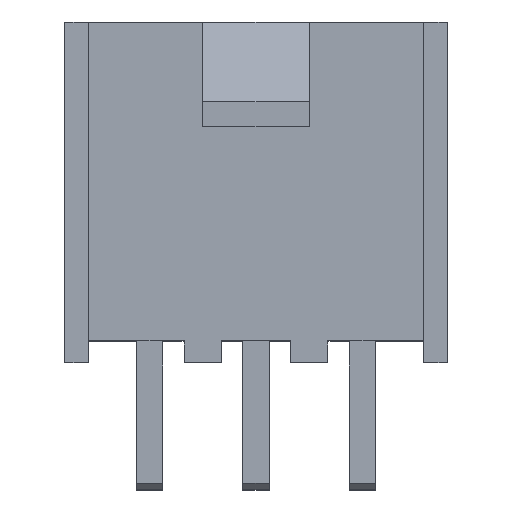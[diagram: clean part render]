
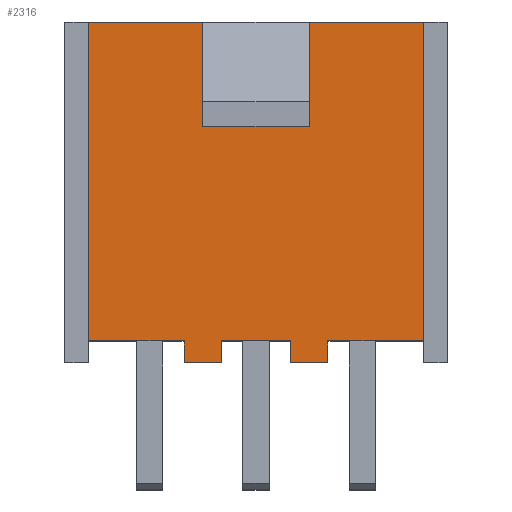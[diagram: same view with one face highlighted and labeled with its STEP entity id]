
A CAD part, top view. The second image highlights one B-rep face of the part: STEP entity #2316.
In plain terms, the highlighted planar face has unit normal (0, 0, 1).
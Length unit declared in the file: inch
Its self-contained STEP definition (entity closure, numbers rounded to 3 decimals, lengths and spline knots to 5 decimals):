
#381=ORIENTED_EDGE('',*,*,#739,.F.);
#382=ORIENTED_EDGE('',*,*,#899,.F.);
#383=ORIENTED_EDGE('',*,*,#900,.T.);
#384=ORIENTED_EDGE('',*,*,#901,.T.);
#385=ORIENTED_EDGE('',*,*,#735,.F.);
#386=ORIENTED_EDGE('',*,*,#864,.T.);
#387=ORIENTED_EDGE('',*,*,#759,.F.);
#388=ORIENTED_EDGE('',*,*,#865,.T.);
#389=ORIENTED_EDGE('',*,*,#824,.T.);
#390=ORIENTED_EDGE('',*,*,#869,.T.);
#391=ORIENTED_EDGE('',*,*,#755,.F.);
#392=ORIENTED_EDGE('',*,*,#870,.T.);
#393=ORIENTED_EDGE('',*,*,#828,.T.);
#394=ORIENTED_EDGE('',*,*,#867,.T.);
#395=ORIENTED_EDGE('',*,*,#751,.F.);
#396=ORIENTED_EDGE('',*,*,#868,.F.);
#735=EDGE_CURVE('',#1065,#1066,#1285,.T.);
#739=EDGE_CURVE('',#1069,#1070,#1289,.T.);
#751=EDGE_CURVE('',#1081,#1082,#1301,.T.);
#755=EDGE_CURVE('',#1085,#1086,#1305,.T.);
#759=EDGE_CURVE('',#1089,#1090,#1309,.T.);
#824=EDGE_CURVE('',#1138,#1136,#1374,.T.);
#828=EDGE_CURVE('',#1142,#1140,#1378,.T.);
#864=EDGE_CURVE('',#1065,#1090,#1414,.T.);
#865=EDGE_CURVE('',#1089,#1138,#1415,.T.);
#867=EDGE_CURVE('',#1140,#1082,#1417,.T.);
#868=EDGE_CURVE('',#1070,#1081,#1418,.T.);
#869=EDGE_CURVE('',#1136,#1086,#1419,.T.);
#870=EDGE_CURVE('',#1085,#1142,#1420,.T.);
#899=EDGE_CURVE('',#1167,#1069,#1449,.T.);
#900=EDGE_CURVE('',#1167,#1168,#1450,.T.);
#901=EDGE_CURVE('',#1168,#1066,#1451,.T.);
#1065=VERTEX_POINT('',#3185);
#1066=VERTEX_POINT('',#3187);
#1069=VERTEX_POINT('',#3193);
#1070=VERTEX_POINT('',#3195);
#1081=VERTEX_POINT('',#3218);
#1082=VERTEX_POINT('',#3220);
#1085=VERTEX_POINT('',#3226);
#1086=VERTEX_POINT('',#3228);
#1089=VERTEX_POINT('',#3234);
#1090=VERTEX_POINT('',#3236);
#1136=VERTEX_POINT('',#3358);
#1138=VERTEX_POINT('',#3361);
#1140=VERTEX_POINT('',#3367);
#1142=VERTEX_POINT('',#3370);
#1167=VERTEX_POINT('',#3508);
#1168=VERTEX_POINT('',#3510);
#1285=LINE('',#3186,#1615);
#1289=LINE('',#3194,#1619);
#1301=LINE('',#3219,#1631);
#1305=LINE('',#3227,#1635);
#1309=LINE('',#3235,#1639);
#1374=LINE('',#3360,#1704);
#1378=LINE('',#3369,#1708);
#1414=LINE('',#3437,#1744);
#1415=LINE('',#3439,#1745);
#1417=LINE('',#3444,#1747);
#1418=LINE('',#3446,#1748);
#1419=LINE('',#3450,#1749);
#1420=LINE('',#3452,#1750);
#1449=LINE('',#3507,#1779);
#1450=LINE('',#3509,#1780);
#1451=LINE('',#3511,#1781);
#1615=VECTOR('',#2577,39.37008);
#1619=VECTOR('',#2581,39.37008);
#1631=VECTOR('',#2595,39.37008);
#1635=VECTOR('',#2599,39.37008);
#1639=VECTOR('',#2603,39.37008);
#1704=VECTOR('',#2692,39.37008);
#1708=VECTOR('',#2698,39.37008);
#1744=VECTOR('',#2772,39.37008);
#1745=VECTOR('',#2775,39.37008);
#1747=VECTOR('',#2783,39.37008);
#1748=VECTOR('',#2786,39.37008);
#1749=VECTOR('',#2793,39.37008);
#1750=VECTOR('',#2796,39.37008);
#1779=VECTOR('',#2853,39.37008);
#1780=VECTOR('',#2854,39.37008);
#1781=VECTOR('',#2855,39.37008);
#1964=EDGE_LOOP('',(#381,#382,#383,#384,#385,#386,#387,#388,#389,#390,#391,
#392,#393,#394,#395,#396));
#2082=FACE_BOUND('',#1964,.T.);
#2199=PLANE('',#2471);
#2316=ADVANCED_FACE('',(#2082),#2199,.F.);
#2471=AXIS2_PLACEMENT_3D('',#3506,#2851,#2852);
#2577=DIRECTION('',(1.,0.,0.));
#2581=DIRECTION('',(1.,0.,0.));
#2595=DIRECTION('',(-1.,0.,0.));
#2599=DIRECTION('',(-1.,0.,0.));
#2603=DIRECTION('',(-1.,0.,0.));
#2692=DIRECTION('',(1.,0.,0.));
#2698=DIRECTION('',(1.,0.,0.));
#2772=DIRECTION('',(0.,-1.,0.));
#2775=DIRECTION('',(0.,-1.,0.));
#2783=DIRECTION('',(0.,1.,0.));
#2786=DIRECTION('',(0.,-1.,0.));
#2793=DIRECTION('',(0.,1.,0.));
#2796=DIRECTION('',(0.,-1.,0.));
#2851=DIRECTION('',(0.,0.,-1.));
#2852=DIRECTION('',(-1.,0.,0.));
#2853=DIRECTION('',(0.,1.,0.));
#2854=DIRECTION('',(-1.,0.,0.));
#2855=DIRECTION('',(0.,1.,0.));
#3185=CARTESIAN_POINT('',(-0.1575,0.32,0.1));
#3186=CARTESIAN_POINT('',(-0.1575,0.32,0.1));
#3187=CARTESIAN_POINT('',(-0.05,0.32,0.1));
#3193=CARTESIAN_POINT('',(0.05,0.32,0.1));
#3194=CARTESIAN_POINT('',(-0.1575,0.32,0.1));
#3195=CARTESIAN_POINT('',(0.1575,0.32,0.1));
#3218=CARTESIAN_POINT('',(0.1575,0.02,0.1));
#3219=CARTESIAN_POINT('',(0.18,0.02,0.1));
#3220=CARTESIAN_POINT('',(0.0675,0.02,0.1));
#3226=CARTESIAN_POINT('',(0.0325,0.02,0.1));
#3227=CARTESIAN_POINT('',(0.18,0.02,0.1));
#3228=CARTESIAN_POINT('',(-0.0325,0.02,0.1));
#3234=CARTESIAN_POINT('',(-0.0675,0.02,0.1));
#3235=CARTESIAN_POINT('',(0.18,0.02,0.1));
#3236=CARTESIAN_POINT('',(-0.1575,0.02,0.1));
#3358=CARTESIAN_POINT('',(-0.0325,0.,0.1));
#3360=CARTESIAN_POINT('',(-0.1575,0.,0.1));
#3361=CARTESIAN_POINT('',(-0.0675,0.,0.1));
#3367=CARTESIAN_POINT('',(0.0675,0.,0.1));
#3369=CARTESIAN_POINT('',(-0.1575,0.,0.1));
#3370=CARTESIAN_POINT('',(0.0325,0.,0.1));
#3437=CARTESIAN_POINT('',(-0.1575,0.32,0.1));
#3439=CARTESIAN_POINT('',(-0.0675,-0.02,0.1));
#3444=CARTESIAN_POINT('',(0.0675,0.02,0.1));
#3446=CARTESIAN_POINT('',(0.1575,0.32,0.1));
#3450=CARTESIAN_POINT('',(-0.0325,0.02,0.1));
#3452=CARTESIAN_POINT('',(0.0325,0.,0.1));
#3506=CARTESIAN_POINT('',(-0.1575,0.32,0.1));
#3507=CARTESIAN_POINT('',(0.05,0.233,0.1));
#3508=CARTESIAN_POINT('',(0.05,0.233,0.1));
#3509=CARTESIAN_POINT('',(0.05,0.233,0.1));
#3510=CARTESIAN_POINT('',(-0.05,0.233,0.1));
#3511=CARTESIAN_POINT('',(-0.05,0.233,0.1));
